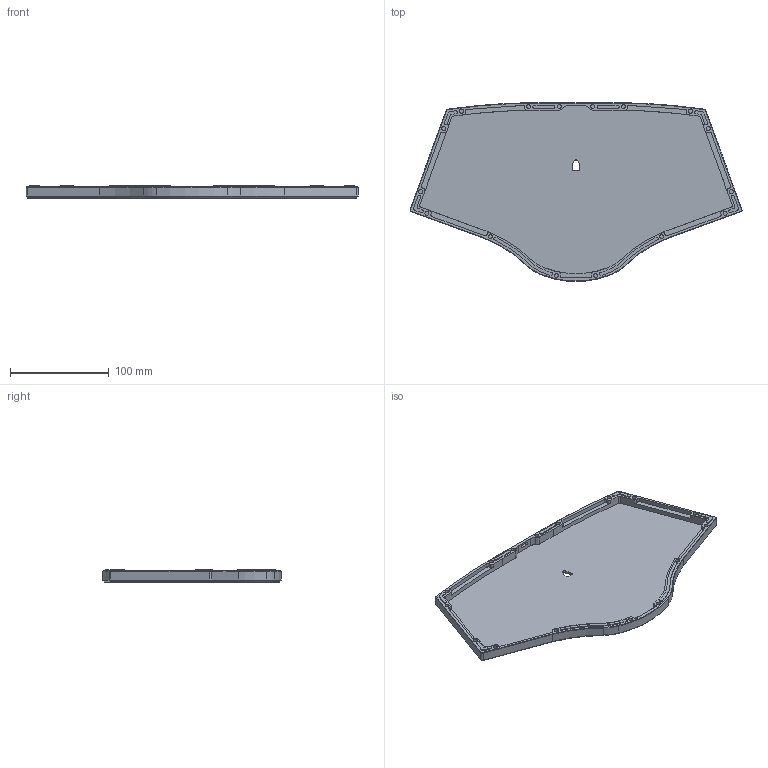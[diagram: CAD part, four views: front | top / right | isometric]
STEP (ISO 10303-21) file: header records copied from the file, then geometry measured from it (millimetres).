
FILE_DESCRIPTION(/* description */ (''),/* implementation_level */ '2;1');
FILE_NAME(/* name */ 'Bottom.step',/* time_stamp */ '2023-03-31T05:27:44+01:00',/* author */ (''),/* organization */ (''),/* preprocessor_version */ 'ST-DEVELOPER v19.2',/* originating_system */ 'Autodesk Translation Framework v11.17.0.187',/* authorisation */ '');
FILE_SCHEMA (('AUTOMOTIVE_DESIGN { 1 0 10303 214 3 1 1 }'));
Length unit declared in the file: millimetre
Products named in the file (1): Bottom
Bounding box: 337.08 x 181.61 x 12.26 mm (x, y, z)
Volume: 156724.5 mm3; surface area: 106026.9 mm2
Topology: 1 solids, 1 shells, 248 faces, 636 edges, 410 vertices
Faces by surface type: cylinder 121, plane 105, cone 22
Full cylindrical faces by diameter (mm): 4.1 x16
Entity records: 7621 total; most frequent: DIRECTION 1388, CARTESIAN_POINT 1339, ORIENTED_EDGE 1264, EDGE_CURVE 632, AXIS2_PLACEMENT_3D 517, VERTEX_POINT 410, LINE 354, VECTOR 354
